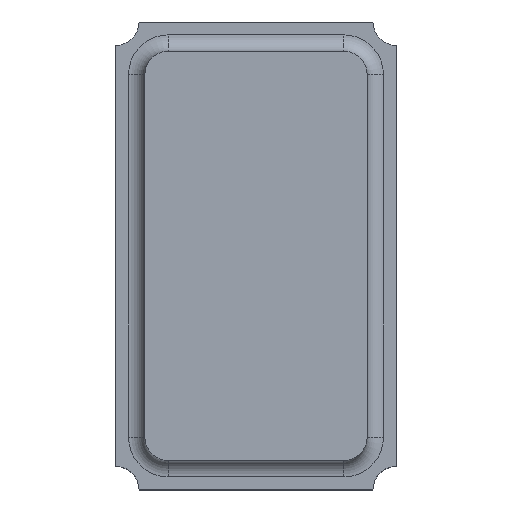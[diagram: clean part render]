
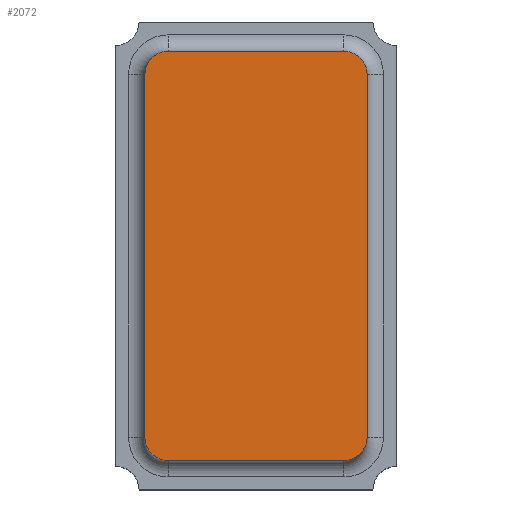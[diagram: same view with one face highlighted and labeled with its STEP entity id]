
A CAD part, top view. The second image highlights one B-rep face of the part: STEP entity #2072.
In plain terms, the highlighted planar face has unit normal (0, 0, 1).
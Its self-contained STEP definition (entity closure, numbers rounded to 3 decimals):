
#541 = PLANE('',#542);
#542 = AXIS2_PLACEMENT_3D('',#543,#544,#545);
#543 = CARTESIAN_POINT('',(0.475,0.875,0.1));
#544 = DIRECTION('',(1.,0.,0.));
#545 = DIRECTION('',(0.,-1.,0.));
#616 = CYLINDRICAL_SURFACE('',#617,0.1);
#617 = AXIS2_PLACEMENT_3D('',#618,#619,#620);
#618 = CARTESIAN_POINT('',(0.375,0.775,0.5));
#619 = DIRECTION('',(0.,0.,1.));
#620 = DIRECTION('',(0.,1.,0.));
#670 = CYLINDRICAL_SURFACE('',#671,0.1);
#671 = AXIS2_PLACEMENT_3D('',#672,#673,#674);
#672 = CARTESIAN_POINT('',(0.375,-0.775,0.5));
#673 = DIRECTION('',(0.,0.,1.));
#674 = DIRECTION('',(1.,0.,0.));
#721 = PLANE('',#722);
#722 = AXIS2_PLACEMENT_3D('',#723,#724,#725);
#723 = CARTESIAN_POINT('',(-0.475,0.875,0.1));
#724 = DIRECTION('',(0.,1.,0.));
#725 = DIRECTION('',(1.,0.,0.));
#755 = PLANE('',#756);
#756 = AXIS2_PLACEMENT_3D('',#757,#758,#759);
#757 = CARTESIAN_POINT('',(0.475,-0.875,0.1));
#758 = DIRECTION('',(0.,-1.,0.));
#759 = DIRECTION('',(-1.,0.,0.));
#830 = CYLINDRICAL_SURFACE('',#831,0.1);
#831 = AXIS2_PLACEMENT_3D('',#832,#833,#834);
#832 = CARTESIAN_POINT('',(-0.375,0.775,0.5));
#833 = DIRECTION('',(0.,0.,1.));
#834 = DIRECTION('',(0.,1.,0.));
#884 = CYLINDRICAL_SURFACE('',#885,0.1);
#885 = AXIS2_PLACEMENT_3D('',#886,#887,#888);
#886 = CARTESIAN_POINT('',(-0.375,-0.775,0.5));
#887 = DIRECTION('',(0.,0.,1.));
#888 = DIRECTION('',(0.,-1.,0.));
#914 = PLANE('',#915);
#915 = AXIS2_PLACEMENT_3D('',#916,#917,#918);
#916 = CARTESIAN_POINT('',(-0.475,-0.875,0.1));
#917 = DIRECTION('',(-1.,0.,0.));
#918 = DIRECTION('',(0.,1.,0.));
#1553 = VERTEX_POINT('',#1554);
#1554 = CARTESIAN_POINT('',(0.475,0.775,0.6));
#1575 = EDGE_CURVE('',#1553,#1576,#1578,.T.);
#1576 = VERTEX_POINT('',#1577);
#1577 = CARTESIAN_POINT('',(0.475,-0.775,0.6));
#1578 = SURFACE_CURVE('',#1579,(#1583,#1590),.PCURVE_S1.);
#1579 = LINE('',#1580,#1581);
#1580 = CARTESIAN_POINT('',(0.475,0.875,0.6));
#1581 = VECTOR('',#1582,1.);
#1582 = DIRECTION('',(0.,-1.,0.));
#1583 = PCURVE('',#541,#1584);
#1584 = DEFINITIONAL_REPRESENTATION('',(#1585),#1589);
#1585 = LINE('',#1586,#1587);
#1586 = CARTESIAN_POINT('',(0.,-0.5));
#1587 = VECTOR('',#1588,1.);
#1588 = DIRECTION('',(1.,0.));
#1589 = ( GEOMETRIC_REPRESENTATION_CONTEXT(2) 
PARAMETRIC_REPRESENTATION_CONTEXT() REPRESENTATION_CONTEXT('2D SPACE',''
  ) );
#1590 = PCURVE('',#1591,#1596);
#1591 = PLANE('',#1592);
#1592 = AXIS2_PLACEMENT_3D('',#1593,#1594,#1595);
#1593 = CARTESIAN_POINT('',(0.,0.,0.6)
  );
#1594 = DIRECTION('',(-0.,-0.,-1.));
#1595 = DIRECTION('',(-1.,0.,0.));
#1596 = DEFINITIONAL_REPRESENTATION('',(#1597),#1601);
#1597 = LINE('',#1598,#1599);
#1598 = CARTESIAN_POINT('',(-0.475,0.875));
#1599 = VECTOR('',#1600,1.);
#1600 = DIRECTION('',(0.,-1.));
#1601 = ( GEOMETRIC_REPRESENTATION_CONTEXT(2) 
PARAMETRIC_REPRESENTATION_CONTEXT() REPRESENTATION_CONTEXT('2D SPACE',''
  ) );
#1629 = VERTEX_POINT('',#1630);
#1630 = CARTESIAN_POINT('',(0.375,0.875,0.6));
#1653 = EDGE_CURVE('',#1629,#1553,#1654,.T.);
#1654 = SURFACE_CURVE('',#1655,(#1660,#1667),.PCURVE_S1.);
#1655 = CIRCLE('',#1656,0.1);
#1656 = AXIS2_PLACEMENT_3D('',#1657,#1658,#1659);
#1657 = CARTESIAN_POINT('',(0.375,0.775,0.6));
#1658 = DIRECTION('',(-0.,-0.,-1.));
#1659 = DIRECTION('',(0.,-1.,0.));
#1660 = PCURVE('',#616,#1661);
#1661 = DEFINITIONAL_REPRESENTATION('',(#1662),#1666);
#1662 = LINE('',#1663,#1664);
#1663 = CARTESIAN_POINT('',(3.142,0.1));
#1664 = VECTOR('',#1665,1.);
#1665 = DIRECTION('',(-1.,0.));
#1666 = ( GEOMETRIC_REPRESENTATION_CONTEXT(2) 
PARAMETRIC_REPRESENTATION_CONTEXT() REPRESENTATION_CONTEXT('2D SPACE',''
  ) );
#1667 = PCURVE('',#1591,#1668);
#1668 = DEFINITIONAL_REPRESENTATION('',(#1669),#1673);
#1669 = CIRCLE('',#1670,0.1);
#1670 = AXIS2_PLACEMENT_2D('',#1671,#1672);
#1671 = CARTESIAN_POINT('',(-0.375,0.775));
#1672 = DIRECTION('',(0.,-1.));
#1673 = ( GEOMETRIC_REPRESENTATION_CONTEXT(2) 
PARAMETRIC_REPRESENTATION_CONTEXT() REPRESENTATION_CONTEXT('2D SPACE',''
  ) );
#1681 = VERTEX_POINT('',#1682);
#1682 = CARTESIAN_POINT('',(0.375,-0.875,0.6));
#1703 = EDGE_CURVE('',#1576,#1681,#1704,.T.);
#1704 = SURFACE_CURVE('',#1705,(#1710,#1717),.PCURVE_S1.);
#1705 = CIRCLE('',#1706,0.1);
#1706 = AXIS2_PLACEMENT_3D('',#1707,#1708,#1709);
#1707 = CARTESIAN_POINT('',(0.375,-0.775,0.6));
#1708 = DIRECTION('',(-0.,-0.,-1.));
#1709 = DIRECTION('',(0.,-1.,0.));
#1710 = PCURVE('',#670,#1711);
#1711 = DEFINITIONAL_REPRESENTATION('',(#1712),#1716);
#1712 = LINE('',#1713,#1714);
#1713 = CARTESIAN_POINT('',(4.712,0.1));
#1714 = VECTOR('',#1715,1.);
#1715 = DIRECTION('',(-1.,0.));
#1716 = ( GEOMETRIC_REPRESENTATION_CONTEXT(2) 
PARAMETRIC_REPRESENTATION_CONTEXT() REPRESENTATION_CONTEXT('2D SPACE',''
  ) );
#1717 = PCURVE('',#1591,#1718);
#1718 = DEFINITIONAL_REPRESENTATION('',(#1719),#1723);
#1719 = CIRCLE('',#1720,0.1);
#1720 = AXIS2_PLACEMENT_2D('',#1721,#1722);
#1721 = CARTESIAN_POINT('',(-0.375,-0.775));
#1722 = DIRECTION('',(0.,-1.));
#1723 = ( GEOMETRIC_REPRESENTATION_CONTEXT(2) 
PARAMETRIC_REPRESENTATION_CONTEXT() REPRESENTATION_CONTEXT('2D SPACE',''
  ) );
#1729 = VERTEX_POINT('',#1730);
#1730 = CARTESIAN_POINT('',(-0.375,0.875,0.6));
#1751 = EDGE_CURVE('',#1729,#1629,#1752,.T.);
#1752 = SURFACE_CURVE('',#1753,(#1757,#1764),.PCURVE_S1.);
#1753 = LINE('',#1754,#1755);
#1754 = CARTESIAN_POINT('',(-0.475,0.875,0.6));
#1755 = VECTOR('',#1756,1.);
#1756 = DIRECTION('',(1.,0.,0.));
#1757 = PCURVE('',#721,#1758);
#1758 = DEFINITIONAL_REPRESENTATION('',(#1759),#1763);
#1759 = LINE('',#1760,#1761);
#1760 = CARTESIAN_POINT('',(0.,-0.5));
#1761 = VECTOR('',#1762,1.);
#1762 = DIRECTION('',(1.,0.));
#1763 = ( GEOMETRIC_REPRESENTATION_CONTEXT(2) 
PARAMETRIC_REPRESENTATION_CONTEXT() REPRESENTATION_CONTEXT('2D SPACE',''
  ) );
#1764 = PCURVE('',#1591,#1765);
#1765 = DEFINITIONAL_REPRESENTATION('',(#1766),#1770);
#1766 = LINE('',#1767,#1768);
#1767 = CARTESIAN_POINT('',(0.475,0.875));
#1768 = VECTOR('',#1769,1.);
#1769 = DIRECTION('',(-1.,0.));
#1770 = ( GEOMETRIC_REPRESENTATION_CONTEXT(2) 
PARAMETRIC_REPRESENTATION_CONTEXT() REPRESENTATION_CONTEXT('2D SPACE',''
  ) );
#1778 = EDGE_CURVE('',#1681,#1779,#1781,.T.);
#1779 = VERTEX_POINT('',#1780);
#1780 = CARTESIAN_POINT('',(-0.375,-0.875,0.6));
#1781 = SURFACE_CURVE('',#1782,(#1786,#1793),.PCURVE_S1.);
#1782 = LINE('',#1783,#1784);
#1783 = CARTESIAN_POINT('',(0.475,-0.875,0.6));
#1784 = VECTOR('',#1785,1.);
#1785 = DIRECTION('',(-1.,0.,0.));
#1786 = PCURVE('',#755,#1787);
#1787 = DEFINITIONAL_REPRESENTATION('',(#1788),#1792);
#1788 = LINE('',#1789,#1790);
#1789 = CARTESIAN_POINT('',(0.,-0.5));
#1790 = VECTOR('',#1791,1.);
#1791 = DIRECTION('',(1.,0.));
#1792 = ( GEOMETRIC_REPRESENTATION_CONTEXT(2) 
PARAMETRIC_REPRESENTATION_CONTEXT() REPRESENTATION_CONTEXT('2D SPACE',''
  ) );
#1793 = PCURVE('',#1591,#1794);
#1794 = DEFINITIONAL_REPRESENTATION('',(#1795),#1799);
#1795 = LINE('',#1796,#1797);
#1796 = CARTESIAN_POINT('',(-0.475,-0.875));
#1797 = VECTOR('',#1798,1.);
#1798 = DIRECTION('',(1.,0.));
#1799 = ( GEOMETRIC_REPRESENTATION_CONTEXT(2) 
PARAMETRIC_REPRESENTATION_CONTEXT() REPRESENTATION_CONTEXT('2D SPACE',''
  ) );
#1829 = VERTEX_POINT('',#1830);
#1830 = CARTESIAN_POINT('',(-0.475,0.775,0.6));
#1851 = EDGE_CURVE('',#1729,#1829,#1852,.T.);
#1852 = SURFACE_CURVE('',#1853,(#1858,#1865),.PCURVE_S1.);
#1853 = CIRCLE('',#1854,0.1);
#1854 = AXIS2_PLACEMENT_3D('',#1855,#1856,#1857);
#1855 = CARTESIAN_POINT('',(-0.375,0.775,0.6));
#1856 = DIRECTION('',(-0.,0.,1.));
#1857 = DIRECTION('',(0.,-1.,0.));
#1858 = PCURVE('',#830,#1859);
#1859 = DEFINITIONAL_REPRESENTATION('',(#1860),#1864);
#1860 = LINE('',#1861,#1862);
#1861 = CARTESIAN_POINT('',(-3.142,0.1));
#1862 = VECTOR('',#1863,1.);
#1863 = DIRECTION('',(1.,0.));
#1864 = ( GEOMETRIC_REPRESENTATION_CONTEXT(2) 
PARAMETRIC_REPRESENTATION_CONTEXT() REPRESENTATION_CONTEXT('2D SPACE',''
  ) );
#1865 = PCURVE('',#1591,#1866);
#1866 = DEFINITIONAL_REPRESENTATION('',(#1867),#1875);
#1867 = ( BOUNDED_CURVE() B_SPLINE_CURVE(2,(#1868,#1869,#1870,#1871,
#1872,#1873,#1874),.UNSPECIFIED.,.T.,.F.) B_SPLINE_CURVE_WITH_KNOTS((1,2
    ,2,2,2,1),(-2.094,0.,2.094,4.189,
6.283,8.378),.UNSPECIFIED.) CURVE() 
GEOMETRIC_REPRESENTATION_ITEM() RATIONAL_B_SPLINE_CURVE((1.,0.5,1.,0.5,
1.,0.5,1.)) REPRESENTATION_ITEM('') );
#1868 = CARTESIAN_POINT('',(0.375,0.675));
#1869 = CARTESIAN_POINT('',(0.202,0.675));
#1870 = CARTESIAN_POINT('',(0.288,0.825));
#1871 = CARTESIAN_POINT('',(0.375,0.975));
#1872 = CARTESIAN_POINT('',(0.462,0.825));
#1873 = CARTESIAN_POINT('',(0.548,0.675));
#1874 = CARTESIAN_POINT('',(0.375,0.675));
#1875 = ( GEOMETRIC_REPRESENTATION_CONTEXT(2) 
PARAMETRIC_REPRESENTATION_CONTEXT() REPRESENTATION_CONTEXT('2D SPACE',''
  ) );
#1883 = VERTEX_POINT('',#1884);
#1884 = CARTESIAN_POINT('',(-0.475,-0.775,0.6));
#1905 = EDGE_CURVE('',#1779,#1883,#1906,.T.);
#1906 = SURFACE_CURVE('',#1907,(#1912,#1919),.PCURVE_S1.);
#1907 = CIRCLE('',#1908,0.1);
#1908 = AXIS2_PLACEMENT_3D('',#1909,#1910,#1911);
#1909 = CARTESIAN_POINT('',(-0.375,-0.775,0.6));
#1910 = DIRECTION('',(-0.,-0.,-1.));
#1911 = DIRECTION('',(0.,-1.,0.));
#1912 = PCURVE('',#884,#1913);
#1913 = DEFINITIONAL_REPRESENTATION('',(#1914),#1918);
#1914 = LINE('',#1915,#1916);
#1915 = CARTESIAN_POINT('',(-0.,0.1));
#1916 = VECTOR('',#1917,1.);
#1917 = DIRECTION('',(-1.,0.));
#1918 = ( GEOMETRIC_REPRESENTATION_CONTEXT(2) 
PARAMETRIC_REPRESENTATION_CONTEXT() REPRESENTATION_CONTEXT('2D SPACE',''
  ) );
#1919 = PCURVE('',#1591,#1920);
#1920 = DEFINITIONAL_REPRESENTATION('',(#1921),#1925);
#1921 = CIRCLE('',#1922,0.1);
#1922 = AXIS2_PLACEMENT_2D('',#1923,#1924);
#1923 = CARTESIAN_POINT('',(0.375,-0.775));
#1924 = DIRECTION('',(0.,-1.));
#1925 = ( GEOMETRIC_REPRESENTATION_CONTEXT(2) 
PARAMETRIC_REPRESENTATION_CONTEXT() REPRESENTATION_CONTEXT('2D SPACE',''
  ) );
#1931 = EDGE_CURVE('',#1883,#1829,#1932,.T.);
#1932 = SURFACE_CURVE('',#1933,(#1937,#1944),.PCURVE_S1.);
#1933 = LINE('',#1934,#1935);
#1934 = CARTESIAN_POINT('',(-0.475,-0.875,0.6));
#1935 = VECTOR('',#1936,1.);
#1936 = DIRECTION('',(0.,1.,0.));
#1937 = PCURVE('',#914,#1938);
#1938 = DEFINITIONAL_REPRESENTATION('',(#1939),#1943);
#1939 = LINE('',#1940,#1941);
#1940 = CARTESIAN_POINT('',(0.,-0.5));
#1941 = VECTOR('',#1942,1.);
#1942 = DIRECTION('',(1.,0.));
#1943 = ( GEOMETRIC_REPRESENTATION_CONTEXT(2) 
PARAMETRIC_REPRESENTATION_CONTEXT() REPRESENTATION_CONTEXT('2D SPACE',''
  ) );
#1944 = PCURVE('',#1591,#1945);
#1945 = DEFINITIONAL_REPRESENTATION('',(#1946),#1950);
#1946 = LINE('',#1947,#1948);
#1947 = CARTESIAN_POINT('',(0.475,-0.875));
#1948 = VECTOR('',#1949,1.);
#1949 = DIRECTION('',(0.,1.));
#1950 = ( GEOMETRIC_REPRESENTATION_CONTEXT(2) 
PARAMETRIC_REPRESENTATION_CONTEXT() REPRESENTATION_CONTEXT('2D SPACE',''
  ) );
#2072 = ADVANCED_FACE('',(#2073),#1591,.F.);
#2073 = FACE_BOUND('',#2074,.F.);
#2074 = EDGE_LOOP('',(#2075,#2076,#2077,#2078,#2079,#2080,#2081,#2082));
#2075 = ORIENTED_EDGE('',*,*,#1751,.T.);
#2076 = ORIENTED_EDGE('',*,*,#1653,.T.);
#2077 = ORIENTED_EDGE('',*,*,#1575,.T.);
#2078 = ORIENTED_EDGE('',*,*,#1703,.T.);
#2079 = ORIENTED_EDGE('',*,*,#1778,.T.);
#2080 = ORIENTED_EDGE('',*,*,#1905,.T.);
#2081 = ORIENTED_EDGE('',*,*,#1931,.T.);
#2082 = ORIENTED_EDGE('',*,*,#1851,.F.);
